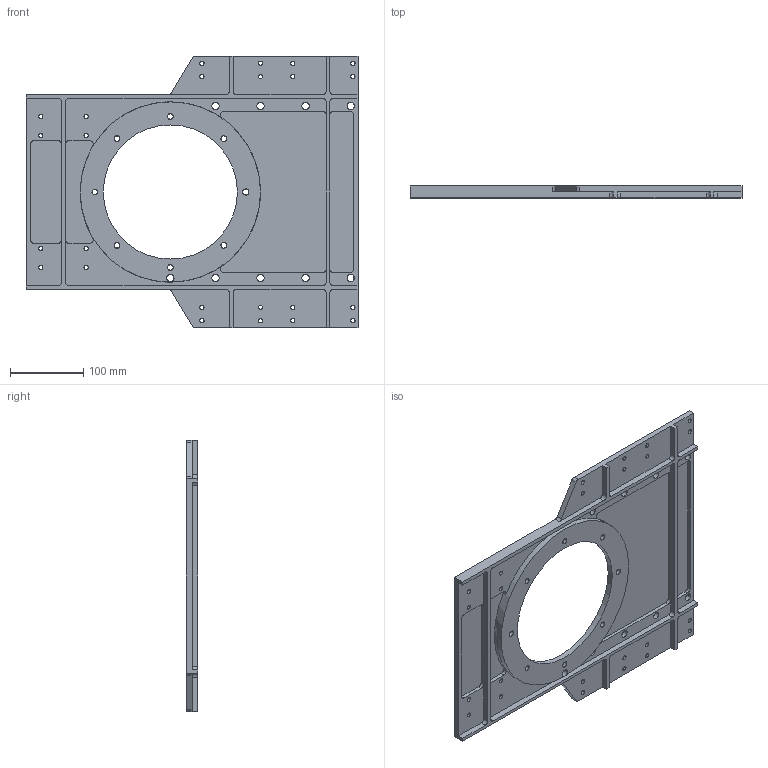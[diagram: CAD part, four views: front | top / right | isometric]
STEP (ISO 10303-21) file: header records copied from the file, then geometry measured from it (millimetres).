
FILE_DESCRIPTION((''),'2;1');
FILE_NAME('3-021','2022-01-09T15:18:17',('Y'),('FoxCAVITY'),'CREO PARAMETRIC BY PTC INC, 2020454','CREO PARAMETRIC BY PTC INC, 2020454','');
FILE_SCHEMA(('CONFIG_CONTROL_DESIGN'));
Length unit declared in the file: millimetre
Products named in the file (1): 3-021
Bounding box: 453 x 16 x 370 mm (x, y, z)
Volume: 864146.6 mm3; surface area: 312851.9 mm2
Topology: 1 solids, 36 shells, 261 faces, 788 edges, 527 vertices
Faces by surface type: cylinder 200, plane 60, cone 1
Entity records: 9305 total; most frequent: CARTESIAN_POINT 1724, DIRECTION 1709, ORIENTED_EDGE 1426, EDGE_CURVE 788, AXIS2_PLACEMENT_3D 672, VERTEX_POINT 527, CIRCLE 410, VECTOR 365
